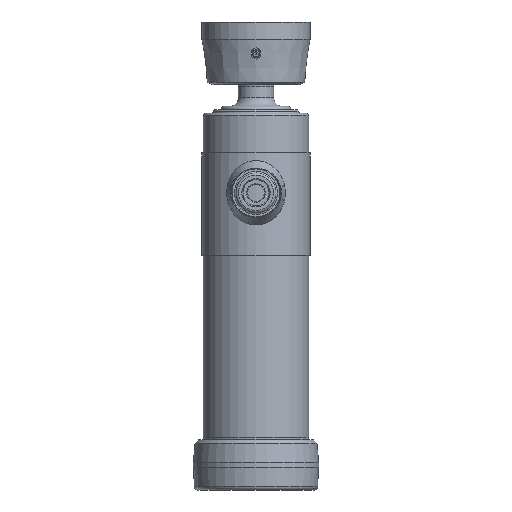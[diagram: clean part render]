
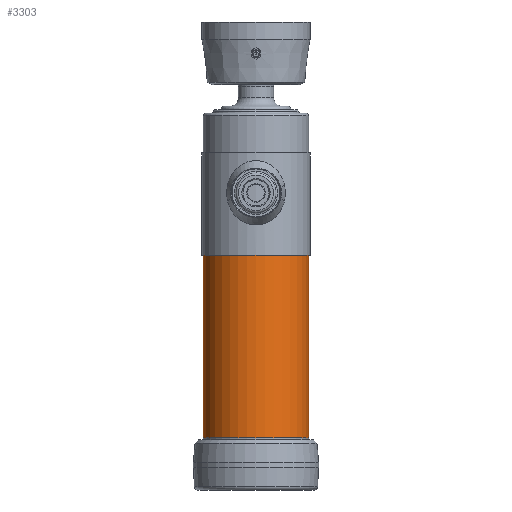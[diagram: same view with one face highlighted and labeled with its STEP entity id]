
A CAD part, front view. The second image highlights one B-rep face of the part: STEP entity #3303.
In plain terms, the highlighted cylindrical face has radius 46.5 mm (diameter 93 mm), a full revolution.
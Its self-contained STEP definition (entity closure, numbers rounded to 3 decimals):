
#477=ORIENTED_EDGE('',*,*,#1122,.T.);
#478=ORIENTED_EDGE('',*,*,#1116,.F.);
#1116=EDGE_CURVE('',#1442,#1442,#1704,.T.);
#1122=EDGE_CURVE('',#1448,#1448,#1710,.T.);
#1442=VERTEX_POINT('',#5346);
#1448=VERTEX_POINT('',#5364);
#1704=CIRCLE('',#3586,46.5);
#1710=CIRCLE('',#3598,46.5);
#1914=EDGE_LOOP('',(#477));
#1915=EDGE_LOOP('',(#478));
#2304=FACE_BOUND('',#1914,.T.);
#2305=FACE_BOUND('',#1915,.T.);
#2680=CYLINDRICAL_SURFACE('',#3599,46.5);
#3303=ADVANCED_FACE('',(#2304,#2305),#2680,.T.);
#3586=AXIS2_PLACEMENT_3D('',#5345,#4010,#4011);
#3598=AXIS2_PLACEMENT_3D('',#5363,#4034,#4035);
#3599=AXIS2_PLACEMENT_3D('',#5365,#4036,#4037);
#4010=DIRECTION('',(0.,0.,-1.));
#4011=DIRECTION('',(-1.,0.,0.));
#4034=DIRECTION('',(0.,0.,-1.));
#4035=DIRECTION('',(-1.,0.,0.));
#4036=DIRECTION('',(0.,0.,-1.));
#4037=DIRECTION('',(-1.,0.,0.));
#5345=CARTESIAN_POINT('',(0.,0.,32.));
#5346=CARTESIAN_POINT('',(-46.5,0.,32.));
#5363=CARTESIAN_POINT('',(0.,0.,192.));
#5364=CARTESIAN_POINT('',(-46.5,0.,192.));
#5365=CARTESIAN_POINT('',(0.,0.,54.));
